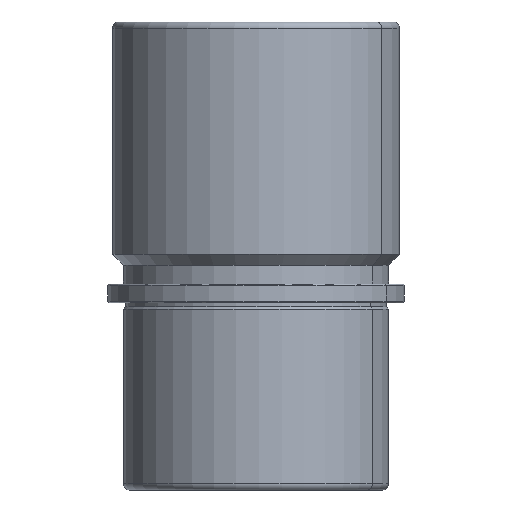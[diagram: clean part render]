
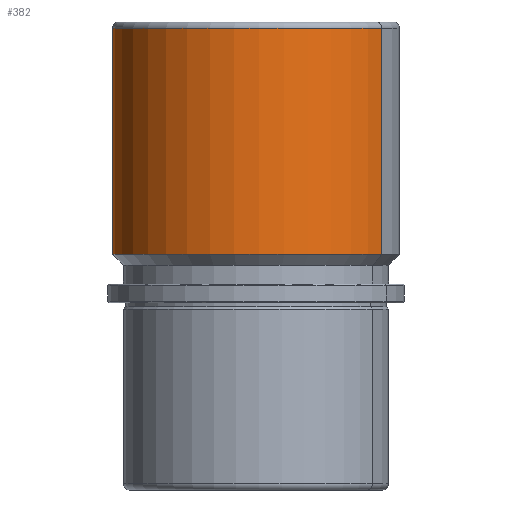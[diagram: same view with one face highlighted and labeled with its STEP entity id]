
A CAD part, front view. The second image highlights one B-rep face of the part: STEP entity #382.
In plain terms, the highlighted cylindrical face has radius 46 mm (diameter 92 mm), a partial arc.
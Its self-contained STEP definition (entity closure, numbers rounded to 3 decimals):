
#306=CARTESIAN_POINT('Vertex',(-40.369,22.054,15.5)) ;
#313=CARTESIAN_POINT('Vertex',(40.369,-22.054,15.5)) ;
#328=CARTESIAN_POINT('Axis2P3D Location',(0.,0.,15.5)) ;
#340=CARTESIAN_POINT('Axis2P3D Location',(0.,0.,15.)) ;
#345=CARTESIAN_POINT('Line Origine',(40.369,-22.054,52.75)) ;
#349=CARTESIAN_POINT('Vertex',(40.369,-22.054,88.)) ;
#352=CARTESIAN_POINT('Line Origine',(-40.369,22.054,52.75)) ;
#356=CARTESIAN_POINT('Vertex',(-40.369,22.054,88.)) ;
#371=CARTESIAN_POINT('Axis2P3D Location',(0.,0.,88.)) ;
#329=DIRECTION('Axis2P3D Direction',(-0.,0.,1.)) ;
#341=DIRECTION('Axis2P3D Direction',(0.,0.,-1.)) ;
#342=DIRECTION('Axis2P3D XDirection',(-0.878,0.479,-0.)) ;
#346=DIRECTION('Vector Direction',(0.,0.,-1.)) ;
#353=DIRECTION('Vector Direction',(0.,0.,-1.)) ;
#372=DIRECTION('Axis2P3D Direction',(0.,0.,-1.)) ;
#330=AXIS2_PLACEMENT_3D('Circle Axis2P3D',#328,#329,$) ;
#343=AXIS2_PLACEMENT_3D('Cylinder Axis2P3D',#340,#341,#342) ;
#373=AXIS2_PLACEMENT_3D('Circle Axis2P3D',#371,#372,$) ;
#377=ORIENTED_EDGE('',*,*,#358,.F.) ;
#378=ORIENTED_EDGE('',*,*,#332,.F.) ;
#379=ORIENTED_EDGE('',*,*,#351,.T.) ;
#380=ORIENTED_EDGE('',*,*,#375,.T.) ;
#347=VECTOR('Line Direction',#346,1.) ;
#354=VECTOR('Line Direction',#353,1.) ;
#382=ADVANCED_FACE('PartBody',(#381),#344,.T.) ;
#331=CIRCLE('generated circle',#330,46.) ;
#374=CIRCLE('generated circle',#373,46.) ;
#344=CYLINDRICAL_SURFACE('generated cylinder',#343,46.) ;
#332=EDGE_CURVE('',#314,#307,#331,.F.) ;
#351=EDGE_CURVE('',#314,#350,#348,.F.) ;
#358=EDGE_CURVE('',#307,#357,#355,.F.) ;
#375=EDGE_CURVE('',#350,#357,#374,.T.) ;
#376=EDGE_LOOP('',(#377,#378,#379,#380)) ;
#381=FACE_OUTER_BOUND('',#376,.T.) ;
#348=LINE('Line',#345,#347) ;
#355=LINE('Line',#352,#354) ;
#307=VERTEX_POINT('',#306) ;
#314=VERTEX_POINT('',#313) ;
#350=VERTEX_POINT('',#349) ;
#357=VERTEX_POINT('',#356) ;
